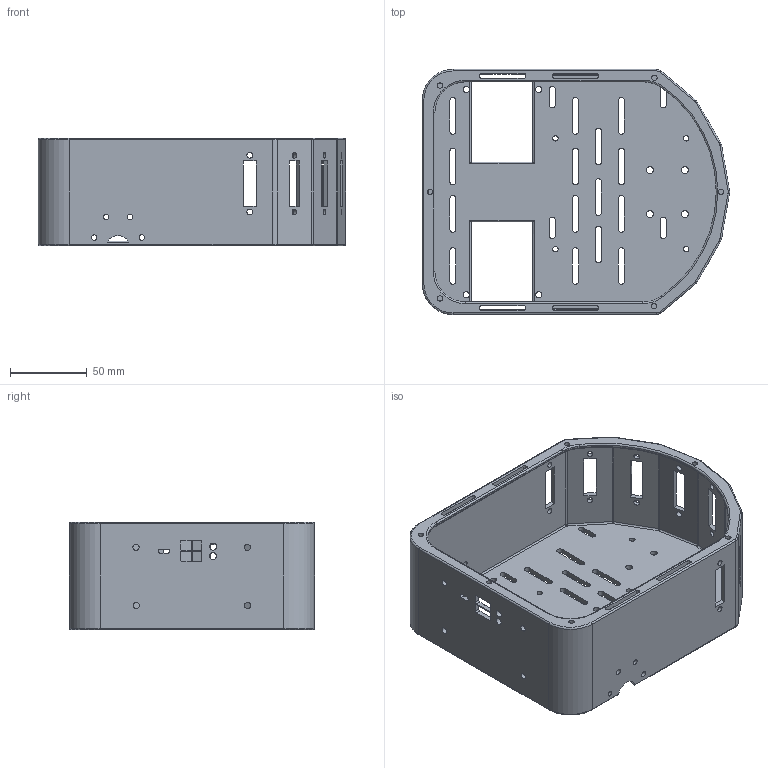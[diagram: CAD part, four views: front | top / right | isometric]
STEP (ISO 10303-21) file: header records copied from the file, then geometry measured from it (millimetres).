
FILE_DESCRIPTION(/* description */ (''),/* implementation_level */ '2;1');
FILE_NAME(/* name */ '',/* time_stamp */ '2022-12-08T15:44:35+08:00',/* author */ (''),/* organization */ (''),/* preprocessor_version */ 'ST-DEVELOPER v19.2',/* originating_system */ 'Autodesk Translation Framework v11.17.0.187',/* authorisation */ '');
FILE_SCHEMA (('AUTOMOTIVE_DESIGN { 1 0 10303 214 3 1 1 }'));
Length unit declared in the file: millimetre
Products named in the file (1): 主体
Bounding box: 200.61 x 160 x 70 mm (x, y, z)
Volume: 197209.1 mm3; surface area: 140764 mm2
Topology: 1 solids, 1 shells, 360 faces, 1002 edges, 638 vertices
Faces by surface type: cylinder 186, plane 133, torus 34, bspline 7
Full cylindrical faces by diameter (mm): 3.5 x18, 3.8 x16, 4 x8, 4.5 x6
Entity records: 12016 total; most frequent: DIRECTION 2115, CARTESIAN_POINT 2113, ORIENTED_EDGE 2004, EDGE_CURVE 1002, AXIS2_PLACEMENT_3D 767, VERTEX_POINT 638, LINE 581, VECTOR 581
